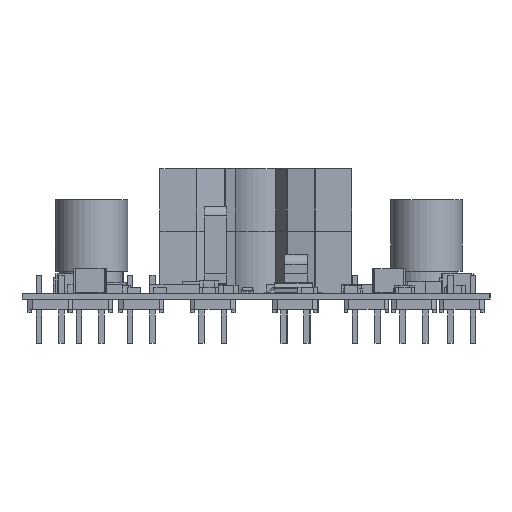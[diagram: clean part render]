
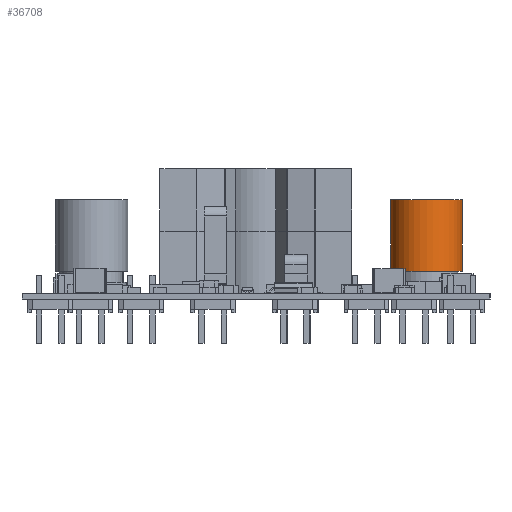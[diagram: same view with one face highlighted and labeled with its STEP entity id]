
A CAD part, left-side view. The second image highlights one B-rep face of the part: STEP entity #36708.
In plain terms, the highlighted cylindrical face has radius 4 mm (diameter 8 mm), a full revolution.
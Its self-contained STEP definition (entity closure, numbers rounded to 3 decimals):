
#36673 = EDGE_CURVE('',#36674,#36674,#36676,.T.);
#36674 = VERTEX_POINT('',#36675);
#36675 = CARTESIAN_POINT('',(4.,0.,2.499));
#36676 = CIRCLE('',#36677,4.);
#36677 = AXIS2_PLACEMENT_3D('',#36678,#36679,#36680);
#36678 = CARTESIAN_POINT('',(0.,0.,2.499));
#36679 = DIRECTION('',(0.,0.,1.));
#36680 = DIRECTION('',(1.,0.,0.));
#36708 = ADVANCED_FACE('',(#36709),#36728,.T.);
#36709 = FACE_BOUND('',#36710,.T.);
#36710 = EDGE_LOOP('',(#36711,#36712,#36720,#36727));
#36711 = ORIENTED_EDGE('',*,*,#36673,.T.);
#36712 = ORIENTED_EDGE('',*,*,#36713,.T.);
#36713 = EDGE_CURVE('',#36674,#36714,#36716,.T.);
#36714 = VERTEX_POINT('',#36715);
#36715 = CARTESIAN_POINT('',(4.,0.,10.499));
#36716 = LINE('',#36717,#36718);
#36717 = CARTESIAN_POINT('',(4.,0.,2.499));
#36718 = VECTOR('',#36719,1.);
#36719 = DIRECTION('',(0.,0.,1.));
#36720 = ORIENTED_EDGE('',*,*,#36721,.F.);
#36721 = EDGE_CURVE('',#36714,#36714,#36722,.T.);
#36722 = CIRCLE('',#36723,4.);
#36723 = AXIS2_PLACEMENT_3D('',#36724,#36725,#36726);
#36724 = CARTESIAN_POINT('',(0.,0.,10.499));
#36725 = DIRECTION('',(0.,0.,1.));
#36726 = DIRECTION('',(1.,0.,0.));
#36727 = ORIENTED_EDGE('',*,*,#36713,.F.);
#36728 = CYLINDRICAL_SURFACE('',#36729,4.);
#36729 = AXIS2_PLACEMENT_3D('',#36730,#36731,#36732);
#36730 = CARTESIAN_POINT('',(0.,0.,2.499));
#36731 = DIRECTION('',(0.,0.,1.));
#36732 = DIRECTION('',(1.,0.,0.));
